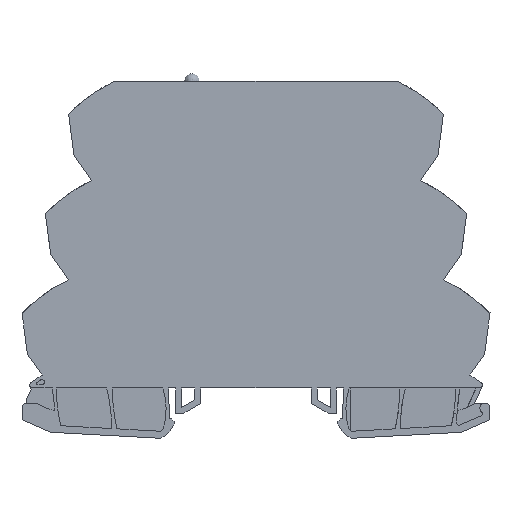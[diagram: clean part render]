
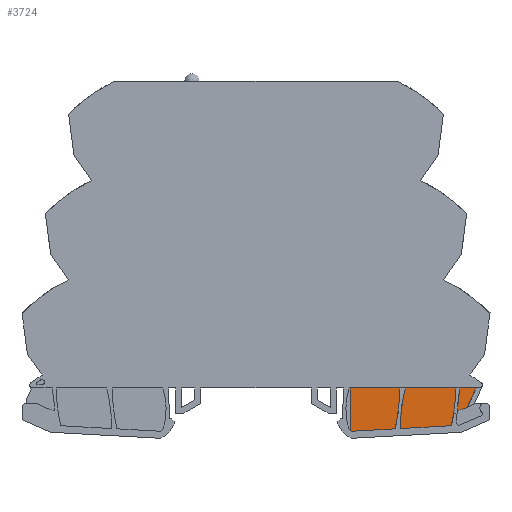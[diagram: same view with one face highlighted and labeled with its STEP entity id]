
A CAD part, left-side view. The second image highlights one B-rep face of the part: STEP entity #3724.
In plain terms, the highlighted planar face has unit normal (-1, 0, 0).
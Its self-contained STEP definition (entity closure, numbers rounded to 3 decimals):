
#3724=ADVANCED_FACE('',(#10680),#10681,.T.);
#6360=VERTEX_POINT('',#13864);
#6364=VERTEX_POINT('',#13868);
#6366=EDGE_CURVE('',#6364,#6360,#13870,.T.);
#6374=VERTEX_POINT('',#13878);
#6376=EDGE_CURVE('',#6374,#6364,#13880,.T.);
#6384=VERTEX_POINT('',#13888);
#6386=EDGE_CURVE('',#6384,#6374,#13890,.T.);
#6398=VERTEX_POINT('',#13902);
#6400=EDGE_CURVE('',#6398,#6384,#13904,.T.);
#6408=VERTEX_POINT('',#13912);
#6410=EDGE_CURVE('',#6408,#6398,#13914,.T.);
#6418=VERTEX_POINT('',#13922);
#6420=EDGE_CURVE('',#6418,#6408,#13924,.T.);
#6424=VERTEX_POINT('',#13928);
#6428=VERTEX_POINT('',#13932);
#6430=EDGE_CURVE('',#6424,#6428,#13934,.T.);
#6442=VERTEX_POINT('',#13946);
#6444=EDGE_CURVE('',#6442,#6428,#13948,.T.);
#6450=EDGE_CURVE('',#6360,#6442,#13954,.T.);
#6452=EDGE_CURVE('',#6424,#6418,#13956,.T.);
#10680=FACE_OUTER_BOUND('',#18176,.T.);
#10681=PLANE('',#18177);
#13864=CARTESIAN_POINT('',(13.925,3.599,11.446));
#13868=CARTESIAN_POINT('',(13.925,2.83,10.907));
#13870=LINE('',#22587,#22588);
#13878=CARTESIAN_POINT('',(13.925,2.659,10.295));
#13880=CIRCLE('',#22602,0.5);
#13888=CARTESIAN_POINT('',(13.925,6.252,2.177));
#13890=LINE('',#22617,#22618);
#13902=CARTESIAN_POINT('',(13.925,26.975,1.029));
#13904=LINE('',#22639,#22640);
#13912=CARTESIAN_POINT('',(13.925,27.778,1.573));
#13914=CIRCLE('',#22654,4.);
#13922=CARTESIAN_POINT('',(13.925,27.778,10.));
#13924=LINE('',#22669,#22670);
#13928=CARTESIAN_POINT('',(13.925,4.524,10.));
#13932=CARTESIAN_POINT('',(13.925,3.993,10.499));
#13934=CIRCLE('',#22685,0.5);
#13946=CARTESIAN_POINT('',(13.925,3.993,11.241));
#13948=LINE('',#22705,#22706);
#13954=CIRCLE('',#22716,0.25);
#13956=LINE('',#22719,#22720);
#18176=EDGE_LOOP('',(#30918,#30919,#30920,#30921,#30922,#30923,#30924,#30925,#30926,#30927));
#18177=AXIS2_PLACEMENT_3D('',#30928,#30929,#30930);
#22587=CARTESIAN_POINT('',(13.925,2.83,10.907));
#22588=VECTOR('',#36111,1.0);
#22602=AXIS2_PLACEMENT_3D('',#36116,#36117,#36118);
#22617=CARTESIAN_POINT('',(13.925,6.252,2.177));
#22618=VECTOR('',#36121,1.0);
#22639=CARTESIAN_POINT('',(13.925,26.975,1.029));
#22640=VECTOR('',#36125,1.0);
#22654=AXIS2_PLACEMENT_3D('',#36130,#36131,#36132);
#22669=CARTESIAN_POINT('',(13.925,27.778,10.));
#22670=VECTOR('',#36135,1.0);
#22685=AXIS2_PLACEMENT_3D('',#36138,#36139,#36140);
#22705=CARTESIAN_POINT('',(13.925,3.993,11.241));
#22706=VECTOR('',#36146,1.0);
#22716=AXIS2_PLACEMENT_3D('',#36151,#36152,#36153);
#22719=CARTESIAN_POINT('',(13.925,4.524,10.));
#22720=VECTOR('',#36154,1.0);
#30918=ORIENTED_EDGE('',*,*,#6410,.T.);
#30919=ORIENTED_EDGE('',*,*,#6400,.T.);
#30920=ORIENTED_EDGE('',*,*,#6386,.T.);
#30921=ORIENTED_EDGE('',*,*,#6376,.T.);
#30922=ORIENTED_EDGE('',*,*,#6366,.T.);
#30923=ORIENTED_EDGE('',*,*,#6450,.T.);
#30924=ORIENTED_EDGE('',*,*,#6444,.T.);
#30925=ORIENTED_EDGE('',*,*,#6430,.F.);
#30926=ORIENTED_EDGE('',*,*,#6452,.T.);
#30927=ORIENTED_EDGE('',*,*,#6420,.T.);
#30928=CARTESIAN_POINT('',(13.925,15.662,6.235));
#30929=DIRECTION('',(-1.0,0.0,0.0));
#30930=DIRECTION('',(0.0,1.0,0.0));
#36111=DIRECTION('',(0.0,0.819,0.574));
#36116=CARTESIAN_POINT('',(13.925,3.116,10.498));
#36117=DIRECTION('',(-1.0,-0.0,0.0));
#36118=DIRECTION('',(0.0,-0.914,-0.405));
#36121=DIRECTION('',(0.0,-0.405,0.914));
#36125=DIRECTION('',(0.0,-0.998,0.055));
#36130=CARTESIAN_POINT('',(13.925,25.147,4.586));
#36131=DIRECTION('',(-1.0,0.0,0.0));
#36132=DIRECTION('',(0.0,0.658,-0.753));
#36135=DIRECTION('',(0.0,0.,-1.));
#36138=CARTESIAN_POINT('',(13.925,4.493,10.499));
#36139=DIRECTION('',(-1.0,0.0,0.0));
#36140=DIRECTION('',(0.0,0.064,-0.998));
#36146=DIRECTION('',(0.0,0.0,-1.0));
#36151=CARTESIAN_POINT('',(13.925,3.743,11.241));
#36152=DIRECTION('',(-1.0,0.0,0.0));
#36153=DIRECTION('',(0.0,-0.574,0.819));
#36154=DIRECTION('',(0.0,1.0,0.0));
